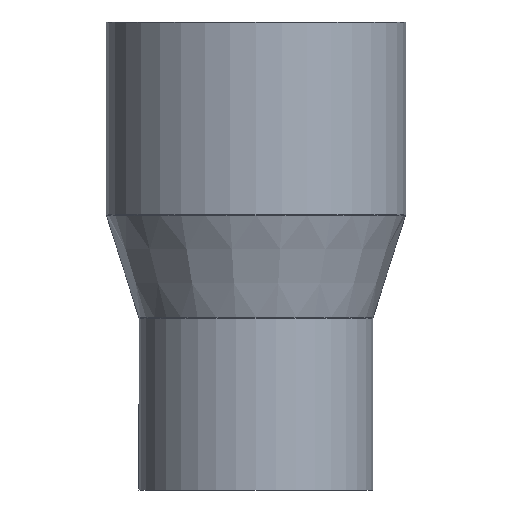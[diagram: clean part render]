
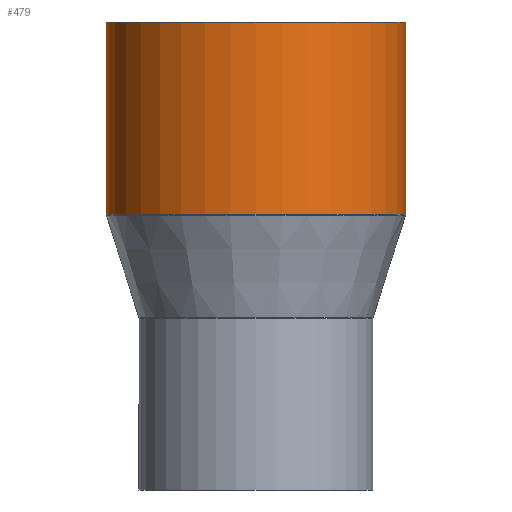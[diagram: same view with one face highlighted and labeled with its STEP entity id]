
A CAD part, front view. The second image highlights one B-rep face of the part: STEP entity #479.
In plain terms, the highlighted cylindrical face has radius 80 mm (diameter 160 mm), a partial arc.
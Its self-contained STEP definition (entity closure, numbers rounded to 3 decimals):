
#9 = DIRECTION ( 'NONE',  ( -1., 0., 0. ) ) ;
#14 = ORIENTED_EDGE ( 'NONE', *, *, #219, .F. ) ;
#18 = DIRECTION ( 'NONE',  ( 0., 0., -1. ) ) ;
#65 = DIRECTION ( 'NONE',  ( -1., 0., 0. ) ) ;
#100 = CARTESIAN_POINT ( 'NONE',  ( 80., 0., -16.533 ) ) ;
#103 = VECTOR ( 'NONE', #332, 1000. ) ;
#117 = CARTESIAN_POINT ( 'NONE',  ( 0., 0., 127.2 ) ) ;
#130 = CARTESIAN_POINT ( 'NONE',  ( 80., 0., 127.2 ) ) ;
#132 = AXIS2_PLACEMENT_3D ( 'NONE', #117, #320, #65 ) ;
#143 = AXIS2_PLACEMENT_3D ( 'NONE', #158, #253, #571 ) ;
#158 = CARTESIAN_POINT ( 'NONE',  ( 0., 0., 24.511 ) ) ;
#164 = ORIENTED_EDGE ( 'NONE', *, *, #427, .T. ) ;
#203 = CARTESIAN_POINT ( 'NONE',  ( -80., 0., -16.533 ) ) ;
#210 = FACE_OUTER_BOUND ( 'NONE', #252, .T. ) ;
#214 = VERTEX_POINT ( 'NONE', #642 ) ;
#219 = EDGE_CURVE ( 'NONE', #223, #214, #343, .T. ) ;
#220 = VERTEX_POINT ( 'NONE', #535 ) ;
#223 = VERTEX_POINT ( 'NONE', #130 ) ;
#252 = EDGE_LOOP ( 'NONE', ( #14, #321, #164, #624 ) ) ;
#253 = DIRECTION ( 'NONE',  ( 0., 0., -1. ) ) ;
#265 = DIRECTION ( 'NONE',  ( 0., 0., -1. ) ) ;
#314 = LINE ( 'NONE', #203, #433 ) ;
#316 = VERTEX_POINT ( 'NONE', #444 ) ;
#320 = DIRECTION ( 'NONE',  ( 0., 0., -1. ) ) ;
#321 = ORIENTED_EDGE ( 'NONE', *, *, #525, .T. ) ;
#332 = DIRECTION ( 'NONE',  ( 0., 0., -1. ) ) ;
#343 = LINE ( 'NONE', #100, #103 ) ;
#427 = EDGE_CURVE ( 'NONE', #316, #220, #314, .T. ) ;
#433 = VECTOR ( 'NONE', #265, 1000. ) ;
#444 = CARTESIAN_POINT ( 'NONE',  ( -80., 0., 127.2 ) ) ;
#465 = CYLINDRICAL_SURFACE ( 'NONE', #515, 80. ) ;
#479 = ADVANCED_FACE ( 'NONE', ( #210 ), #465, .T. ) ;
#510 = CARTESIAN_POINT ( 'NONE',  ( 0., 0., -16.533 ) ) ;
#514 = EDGE_CURVE ( 'NONE', #214, #220, #620, .T. ) ;
#515 = AXIS2_PLACEMENT_3D ( 'NONE', #510, #18, #9 ) ;
#525 = EDGE_CURVE ( 'NONE', #223, #316, #534, .T. ) ;
#534 = CIRCLE ( 'NONE', #132, 80. ) ;
#535 = CARTESIAN_POINT ( 'NONE',  ( -80., 0., 24.511 ) ) ;
#571 = DIRECTION ( 'NONE',  ( -1., 0., 0. ) ) ;
#620 = CIRCLE ( 'NONE', #143, 80. ) ;
#624 = ORIENTED_EDGE ( 'NONE', *, *, #514, .F. ) ;
#642 = CARTESIAN_POINT ( 'NONE',  ( 80., 0., 24.511 ) ) ;
